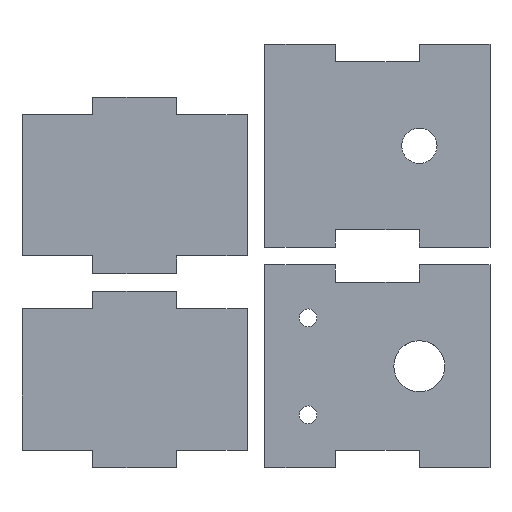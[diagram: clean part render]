
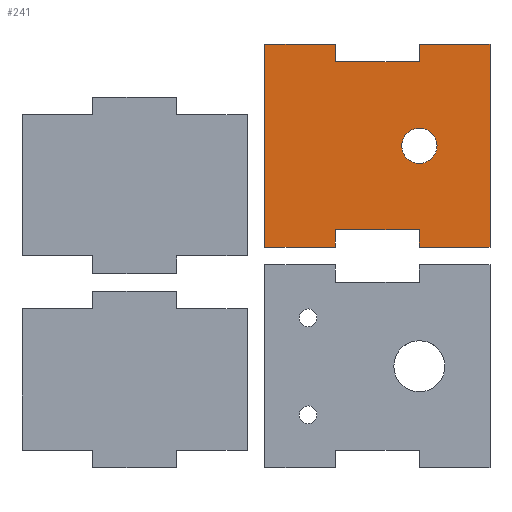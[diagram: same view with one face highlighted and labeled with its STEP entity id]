
A CAD part, top view. The second image highlights one B-rep face of the part: STEP entity #241.
In plain terms, the highlighted planar face has unit normal (0, 0, 1).
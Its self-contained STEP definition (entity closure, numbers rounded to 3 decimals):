
#241 = ADVANCED_FACE( '', ( #334, #335 ), #336, .T. );
#334 = FACE_BOUND( '', #470, .T. );
#335 = FACE_OUTER_BOUND( '', #471, .T. );
#336 = PLANE( '', #472 );
#470 = EDGE_LOOP( '', ( #738, #739 ) );
#471 = EDGE_LOOP( '', ( #740, #741, #742, #743, #744, #745, #746, #747, #748, #749, #750, #751 ) );
#472 = AXIS2_PLACEMENT_3D( '', #752, #753, #754 );
#738 = ORIENTED_EDGE( '', *, *, #1138, .F. );
#739 = ORIENTED_EDGE( '', *, *, #1142, .F. );
#740 = ORIENTED_EDGE( '', *, *, #1144, .T. );
#741 = ORIENTED_EDGE( '', *, *, #1145, .T. );
#742 = ORIENTED_EDGE( '', *, *, #1146, .T. );
#743 = ORIENTED_EDGE( '', *, *, #1147, .T. );
#744 = ORIENTED_EDGE( '', *, *, #1148, .T. );
#745 = ORIENTED_EDGE( '', *, *, #1149, .T. );
#746 = ORIENTED_EDGE( '', *, *, #1150, .T. );
#747 = ORIENTED_EDGE( '', *, *, #1151, .T. );
#748 = ORIENTED_EDGE( '', *, *, #1152, .T. );
#749 = ORIENTED_EDGE( '', *, *, #1153, .T. );
#750 = ORIENTED_EDGE( '', *, *, #1154, .T. );
#751 = ORIENTED_EDGE( '', *, *, #1155, .T. );
#752 = CARTESIAN_POINT( '', ( -27.801, 21.425, -0.278 ) );
#753 = DIRECTION( '', ( 0., 0., 1. ) );
#754 = DIRECTION( '', ( 1., 0., 0. ) );
#1138 = EDGE_CURVE( '', #1342, #1343, #1344, .T. );
#1142 = EDGE_CURVE( '', #1343, #1342, #1350, .T. );
#1144 = EDGE_CURVE( '', #1352, #1353, #1354, .F. );
#1145 = EDGE_CURVE( '', #1353, #1355, #1356, .T. );
#1146 = EDGE_CURVE( '', #1355, #1357, #1358, .T. );
#1147 = EDGE_CURVE( '', #1357, #1359, #1360, .F. );
#1148 = EDGE_CURVE( '', #1359, #1361, #1362, .F. );
#1149 = EDGE_CURVE( '', #1361, #1363, #1364, .F. );
#1150 = EDGE_CURVE( '', #1363, #1365, #1366, .T. );
#1151 = EDGE_CURVE( '', #1365, #1367, #1368, .F. );
#1152 = EDGE_CURVE( '', #1367, #1369, #1370, .F. );
#1153 = EDGE_CURVE( '', #1369, #1371, #1372, .T. );
#1154 = EDGE_CURVE( '', #1371, #1373, #1374, .T. );
#1155 = EDGE_CURVE( '', #1373, #1352, #1375, .T. );
#1342 = VERTEX_POINT( '', #1664 );
#1343 = VERTEX_POINT( '', #1665 );
#1344 = CIRCLE( '', #1666, 3.175 );
#1350 = CIRCLE( '', #1674, 3.175 );
#1352 = VERTEX_POINT( '', #1676 );
#1353 = VERTEX_POINT( '', #1677 );
#1354 = LINE( '', #1678, #1679 );
#1355 = VERTEX_POINT( '', #1680 );
#1356 = LINE( '', #1681, #1682 );
#1357 = VERTEX_POINT( '', #1683 );
#1358 = LINE( '', #1684, #1685 );
#1359 = VERTEX_POINT( '', #1686 );
#1360 = LINE( '', #1687, #1688 );
#1361 = VERTEX_POINT( '', #1689 );
#1362 = LINE( '', #1690, #1691 );
#1363 = VERTEX_POINT( '', #1692 );
#1364 = LINE( '', #1693, #1694 );
#1365 = VERTEX_POINT( '', #1695 );
#1366 = LINE( '', #1696, #1697 );
#1367 = VERTEX_POINT( '', #1698 );
#1368 = LINE( '', #1699, #1700 );
#1369 = VERTEX_POINT( '', #1701 );
#1370 = LINE( '', #1702, #1703 );
#1371 = VERTEX_POINT( '', #1704 );
#1372 = LINE( '', #1705, #1706 );
#1373 = VERTEX_POINT( '', #1707 );
#1374 = LINE( '', #1708, #1709 );
#1375 = LINE( '', #1710, #1711 );
#1664 = CARTESIAN_POINT( '', ( -3.175, 39.674, -0.278 ) );
#1665 = CARTESIAN_POINT( '', ( 3.175, 39.675, -0.278 ) );
#1666 = AXIS2_PLACEMENT_3D( '', #2042, #2043, #2044 );
#1674 = AXIS2_PLACEMENT_3D( '', #2050, #2051, #2052 );
#1676 = CARTESIAN_POINT( '', ( 0., 24.6, -0.278 ) );
#1677 = CARTESIAN_POINT( '', ( 0., 21.425, -0.278 ) );
#1678 = CARTESIAN_POINT( '', ( 0., 21.425, -0.278 ) );
#1679 = VECTOR( '', #2056, 1000. );
#1680 = CARTESIAN_POINT( '', ( 12.7, 21.425, -0.278 ) );
#1681 = CARTESIAN_POINT( '', ( -27.801, 21.425, -0.278 ) );
#1682 = VECTOR( '', #2057, 1000. );
#1683 = CARTESIAN_POINT( '', ( 12.7, 57.925, -0.278 ) );
#1684 = CARTESIAN_POINT( '', ( 12.7, 21.425, -0.278 ) );
#1685 = VECTOR( '', #2058, 1000. );
#1686 = CARTESIAN_POINT( '', ( 0., 57.925, -0.278 ) );
#1687 = CARTESIAN_POINT( '', ( -27.801, 57.925, -0.278 ) );
#1688 = VECTOR( '', #2059, 1000. );
#1689 = CARTESIAN_POINT( '', ( 0., 54.75, -0.278 ) );
#1690 = CARTESIAN_POINT( '', ( 0., 21.425, -0.278 ) );
#1691 = VECTOR( '', #2060, 1000. );
#1692 = CARTESIAN_POINT( '', ( -15.101, 54.75, -0.278 ) );
#1693 = CARTESIAN_POINT( '', ( -27.801, 54.75, -0.278 ) );
#1694 = VECTOR( '', #2061, 1000. );
#1695 = CARTESIAN_POINT( '', ( -15.101, 57.925, -0.278 ) );
#1696 = CARTESIAN_POINT( '', ( -15.101, 21.425, -0.278 ) );
#1697 = VECTOR( '', #2062, 1000. );
#1698 = CARTESIAN_POINT( '', ( -27.801, 57.925, -0.278 ) );
#1699 = CARTESIAN_POINT( '', ( -27.801, 57.925, -0.278 ) );
#1700 = VECTOR( '', #2063, 1000. );
#1701 = CARTESIAN_POINT( '', ( -27.801, 21.425, -0.278 ) );
#1702 = CARTESIAN_POINT( '', ( -27.801, 21.425, -0.278 ) );
#1703 = VECTOR( '', #2064, 1000. );
#1704 = CARTESIAN_POINT( '', ( -15.101, 21.425, -0.278 ) );
#1705 = CARTESIAN_POINT( '', ( -27.801, 21.425, -0.278 ) );
#1706 = VECTOR( '', #2065, 1000. );
#1707 = CARTESIAN_POINT( '', ( -15.101, 24.6, -0.278 ) );
#1708 = CARTESIAN_POINT( '', ( -15.101, 21.425, -0.278 ) );
#1709 = VECTOR( '', #2066, 1000. );
#1710 = CARTESIAN_POINT( '', ( -27.801, 24.6, -0.278 ) );
#1711 = VECTOR( '', #2067, 1000. );
#2042 = CARTESIAN_POINT( '', ( 0., 39.675, -0.278 ) );
#2043 = DIRECTION( '', ( 0., 0., 1. ) );
#2044 = DIRECTION( '', ( 0., -1., 0. ) );
#2050 = CARTESIAN_POINT( '', ( 0., 39.675, -0.278 ) );
#2051 = DIRECTION( '', ( 0., 0., 1. ) );
#2052 = DIRECTION( '', ( 0., -1., 0. ) );
#2056 = DIRECTION( '', ( 0., 1., 0. ) );
#2057 = DIRECTION( '', ( 1., 0., 0. ) );
#2058 = DIRECTION( '', ( 0., 1., 0. ) );
#2059 = DIRECTION( '', ( 1., 0., 0. ) );
#2060 = DIRECTION( '', ( 0., 1., 0. ) );
#2061 = DIRECTION( '', ( 1., 0., 0. ) );
#2062 = DIRECTION( '', ( 0., 1., 0. ) );
#2063 = DIRECTION( '', ( 1., 0., 0. ) );
#2064 = DIRECTION( '', ( 0., 1., 0. ) );
#2065 = DIRECTION( '', ( 1., 0., 0. ) );
#2066 = DIRECTION( '', ( 0., 1., 0. ) );
#2067 = DIRECTION( '', ( 1., 0., 0. ) );
